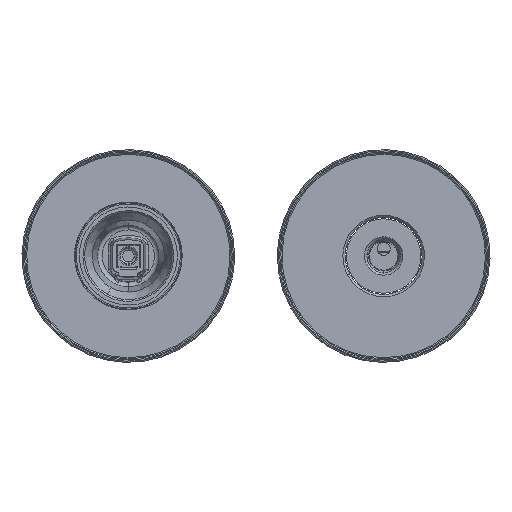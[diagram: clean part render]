
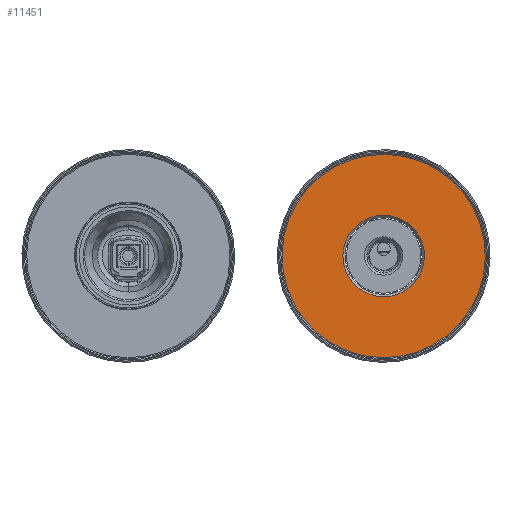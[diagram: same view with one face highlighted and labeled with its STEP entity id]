
A CAD part, front view. The second image highlights one B-rep face of the part: STEP entity #11451.
In plain terms, the highlighted planar face has unit normal (0, -1, 0).
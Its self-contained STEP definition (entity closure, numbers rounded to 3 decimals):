
#11381=CARTESIAN_POINT('Axis2P3D Location',(108.,53.,0.)) ;
#11385=CARTESIAN_POINT('Vertex',(123.138,53.,8.27)) ;
#11387=CARTESIAN_POINT('Vertex',(92.862,53.,-8.27)) ;
#11412=CARTESIAN_POINT('Axis2P3D Location',(108.,53.,0.)) ;
#11424=CARTESIAN_POINT('Axis2P3D Location',(108.,53.,-43.5)) ;
#11429=CARTESIAN_POINT('Axis2P3D Location',(108.,53.,0.)) ;
#11433=CARTESIAN_POINT('Vertex',(87.385,53.,37.736)) ;
#11435=CARTESIAN_POINT('Vertex',(128.615,53.,-37.736)) ;
#11438=CARTESIAN_POINT('Axis2P3D Location',(108.,53.,0.)) ;
#11382=DIRECTION('Axis2P3D Direction',(0.,-1.,0.)) ;
#11413=DIRECTION('Axis2P3D Direction',(0.,-1.,0.)) ;
#11425=DIRECTION('Axis2P3D Direction',(0.,-1.,0.)) ;
#11426=DIRECTION('Axis2P3D XDirection',(1.,0.,0.)) ;
#11430=DIRECTION('Axis2P3D Direction',(0.,-1.,0.)) ;
#11439=DIRECTION('Axis2P3D Direction',(0.,-1.,0.)) ;
#11383=AXIS2_PLACEMENT_3D('Circle Axis2P3D',#11381,#11382,$) ;
#11414=AXIS2_PLACEMENT_3D('Circle Axis2P3D',#11412,#11413,$) ;
#11427=AXIS2_PLACEMENT_3D('Plane Axis2P3D',#11424,#11425,#11426) ;
#11431=AXIS2_PLACEMENT_3D('Circle Axis2P3D',#11429,#11430,$) ;
#11440=AXIS2_PLACEMENT_3D('Circle Axis2P3D',#11438,#11439,$) ;
#11444=ORIENTED_EDGE('',*,*,#11437,.F.) ;
#11445=ORIENTED_EDGE('',*,*,#11442,.F.) ;
#11448=ORIENTED_EDGE('',*,*,#11416,.F.) ;
#11449=ORIENTED_EDGE('',*,*,#11389,.F.) ;
#11450=FACE_BOUND('',#11447,.T.) ;
#11451=ADVANCED_FACE('PartBody',(#11446,#11450),#11428,.T.) ;
#11384=CIRCLE('generated circle',#11383,17.25) ;
#11415=CIRCLE('generated circle',#11414,17.25) ;
#11432=CIRCLE('generated circle',#11431,43.) ;
#11441=CIRCLE('generated circle',#11440,43.) ;
#11389=EDGE_CURVE('',#11386,#11388,#11384,.T.) ;
#11416=EDGE_CURVE('',#11388,#11386,#11415,.T.) ;
#11437=EDGE_CURVE('',#11434,#11436,#11432,.F.) ;
#11442=EDGE_CURVE('',#11436,#11434,#11441,.F.) ;
#11443=EDGE_LOOP('',(#11444,#11445)) ;
#11447=EDGE_LOOP('',(#11448,#11449)) ;
#11446=FACE_OUTER_BOUND('',#11443,.T.) ;
#11428=PLANE('',#11427) ;
#11386=VERTEX_POINT('',#11385) ;
#11388=VERTEX_POINT('',#11387) ;
#11434=VERTEX_POINT('',#11433) ;
#11436=VERTEX_POINT('',#11435) ;
